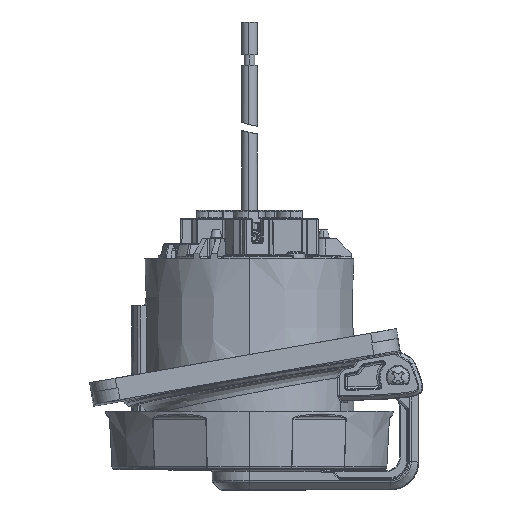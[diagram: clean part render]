
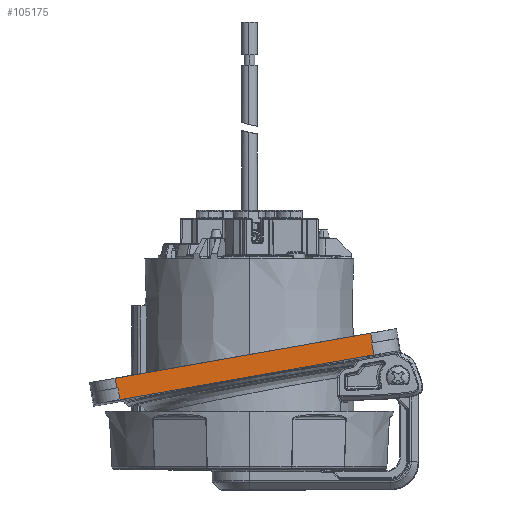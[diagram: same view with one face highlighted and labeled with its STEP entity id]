
A CAD part, left-side view. The second image highlights one B-rep face of the part: STEP entity #105175.
In plain terms, the highlighted planar face has unit normal (-1, 0, 0).
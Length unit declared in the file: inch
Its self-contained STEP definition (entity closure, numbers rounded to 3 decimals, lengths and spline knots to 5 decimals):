
#1767 = VECTOR ( 'NONE', #132409, 39.37008 ) ;
#2506 = DIRECTION ( 'NONE',  ( 0., -0.174, -0.985 ) ) ;
#4686 = EDGE_CURVE ( 'NONE', #126694, #9208, #99695, .T. ) ;
#9208 = VERTEX_POINT ( 'NONE', #69445 ) ;
#12162 = VERTEX_POINT ( 'NONE', #142819 ) ;
#15517 = LINE ( 'NONE', #86191, #35896 ) ;
#22566 = CARTESIAN_POINT ( 'NONE',  ( -1.875, 1.61702, -1.55049 ) ) ;
#24861 = LINE ( 'NONE', #71273, #90671 ) ;
#28605 = DIRECTION ( 'NONE',  ( -1., 0., 0. ) ) ;
#33482 = ORIENTED_EDGE ( 'NONE', *, *, #38167, .T. ) ;
#33829 = ORIENTED_EDGE ( 'NONE', *, *, #148358, .F. ) ;
#34094 = ORIENTED_EDGE ( 'NONE', *, *, #134676, .F. ) ;
#35786 = DIRECTION ( 'NONE',  ( 0., -0.985, 0.174 ) ) ;
#35896 = VECTOR ( 'NONE', #49770, 39.37008 ) ;
#37715 = PLANE ( 'NONE',  #87224 ) ;
#38167 = EDGE_CURVE ( 'NONE', #56900, #126694, #89471, .T. ) ;
#40931 = LINE ( 'NONE', #105819, #91282 ) ;
#41520 = CARTESIAN_POINT ( 'NONE',  ( -1.875, 1.59653, -1.66669 ) ) ;
#42209 = CARTESIAN_POINT ( 'NONE',  ( -1.875, -1.4728, -1.12549 ) ) ;
#43124 = CARTESIAN_POINT ( 'NONE',  ( -1.875, 1.61702, -1.55049 ) ) ;
#47244 = CARTESIAN_POINT ( 'NONE',  ( -1.875, -1.76826, -0.95357 ) ) ;
#49770 = DIRECTION ( 'NONE',  ( 0., 0.985, -0.174 ) ) ;
#53461 = VECTOR ( 'NONE', #2506, 39.37008 ) ;
#55112 = DIRECTION ( 'NONE',  ( 0., 0.174, 0.985 ) ) ;
#56656 = VECTOR ( 'NONE', #35786, 39.37008 ) ;
#56900 = VERTEX_POINT ( 'NONE', #22566 ) ;
#65767 = LINE ( 'NONE', #42209, #150038 ) ;
#67493 = CARTESIAN_POINT ( 'NONE',  ( -1.875, -1.49806, -1.26874 ) ) ;
#69445 = CARTESIAN_POINT ( 'NONE',  ( -1.875, 1.58309, -1.66432 ) ) ;
#71273 = CARTESIAN_POINT ( 'NONE',  ( -1.875, -1.46051, -1.00784 ) ) ;
#71728 = CARTESIAN_POINT ( 'NONE',  ( -1.875, 1.55783, -1.80758 ) ) ;
#71982 = FACE_OUTER_BOUND ( 'NONE', #136271, .T. ) ;
#73279 = CARTESIAN_POINT ( 'NONE',  ( -1.875, 1.55783, -1.80758 ) ) ;
#79564 = DIRECTION ( 'NONE',  ( 0., -0.174, -0.985 ) ) ;
#82255 = DIRECTION ( 'NONE',  ( 0., -0.985, 0.174 ) ) ;
#83696 = VECTOR ( 'NONE', #79564, 39.37008 ) ;
#86191 = CARTESIAN_POINT ( 'NONE',  ( -1.875, -0.26214, -1.48667 ) ) ;
#87224 = AXIS2_PLACEMENT_3D ( 'NONE', #118315, #28605, #144101 ) ;
#89167 = CARTESIAN_POINT ( 'NONE',  ( -1.875, -1.481, -1.12404 ) ) ;
#89471 = LINE ( 'NONE', #43124, #83696 ) ;
#90103 = CARTESIAN_POINT ( 'NONE',  ( -1.875, -1.46051, -1.00784 ) ) ;
#90671 = VECTOR ( 'NONE', #117610, 39.37008 ) ;
#91282 = VECTOR ( 'NONE', #82255, 39.37008 ) ;
#92970 = LINE ( 'NONE', #71728, #53461 ) ;
#95640 = VERTEX_POINT ( 'NONE', #73279 ) ;
#96322 = ORIENTED_EDGE ( 'NONE', *, *, #4686, .T. ) ;
#99695 = LINE ( 'NONE', #145280, #1767 ) ;
#100071 = ORIENTED_EDGE ( 'NONE', *, *, #117525, .T. ) ;
#100542 = VERTEX_POINT ( 'NONE', #89167 ) ;
#105175 = ADVANCED_FACE ( 'NONE', ( #71982 ), #37715, .T. ) ;
#105819 = CARTESIAN_POINT ( 'NONE',  ( -1.875, -1.78875, -1.06978 ) ) ;
#106115 = VERTEX_POINT ( 'NONE', #90103 ) ;
#111421 = EDGE_CURVE ( 'NONE', #100542, #106115, #24861, .T. ) ;
#117525 = EDGE_CURVE ( 'NONE', #12162, #100542, #40931, .T. ) ;
#117610 = DIRECTION ( 'NONE',  ( 0., 0.174, 0.985 ) ) ;
#118315 = CARTESIAN_POINT ( 'NONE',  ( -1.875, 0., 0. ) ) ;
#118654 = LINE ( 'NONE', #47244, #56656 ) ;
#126694 = VERTEX_POINT ( 'NONE', #41520 ) ;
#126881 = ORIENTED_EDGE ( 'NONE', *, *, #111421, .T. ) ;
#127323 = ORIENTED_EDGE ( 'NONE', *, *, #138425, .T. ) ;
#132409 = DIRECTION ( 'NONE',  ( 0., -0.985, 0.174 ) ) ;
#134676 = EDGE_CURVE ( 'NONE', #146336, #95640, #15517, .T. ) ;
#136271 = EDGE_LOOP ( 'NONE', ( #34094, #127323, #100071, #126881, #33829, #33482, #96322, #146299 ) ) ;
#138425 = EDGE_CURVE ( 'NONE', #146336, #12162, #65767, .T. ) ;
#140941 = EDGE_CURVE ( 'NONE', #9208, #95640, #92970, .T. ) ;
#142819 = CARTESIAN_POINT ( 'NONE',  ( -1.875, -1.4728, -1.12549 ) ) ;
#144101 = DIRECTION ( 'NONE',  ( 0., 0., 1. ) ) ;
#145280 = CARTESIAN_POINT ( 'NONE',  ( -1.875, -1.78875, -1.06978 ) ) ;
#146299 = ORIENTED_EDGE ( 'NONE', *, *, #140941, .T. ) ;
#146336 = VERTEX_POINT ( 'NONE', #67493 ) ;
#148358 = EDGE_CURVE ( 'NONE', #56900, #106115, #118654, .T. ) ;
#150038 = VECTOR ( 'NONE', #55112, 39.37008 ) ;
